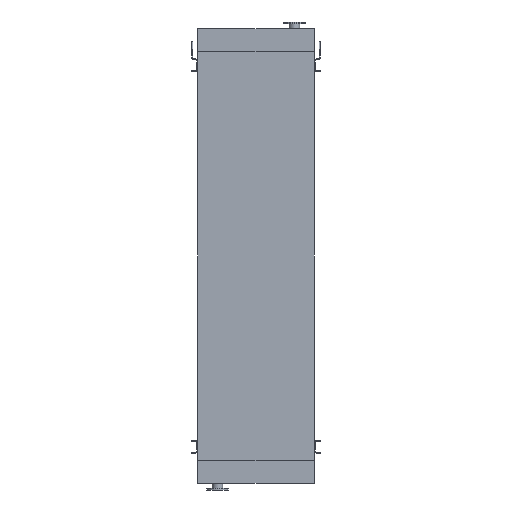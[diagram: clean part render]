
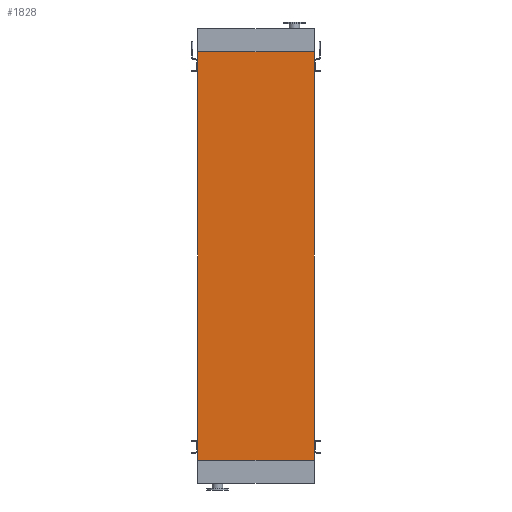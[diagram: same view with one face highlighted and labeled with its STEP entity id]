
A CAD part, front view. The second image highlights one B-rep face of the part: STEP entity #1828.
In plain terms, the highlighted planar face has unit normal (0, -1, 0).
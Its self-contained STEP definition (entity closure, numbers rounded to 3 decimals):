
#1239 = CARTESIAN_POINT ( 'NONE',  ( -605., 0., 0. ) ) ;
#1828 = ADVANCED_FACE ( 'NONE', ( #7087 ), #7155, .T. ) ;
#1837 = LINE ( 'NONE', #10921, #11057 ) ;
#2175 = DIRECTION ( 'NONE',  ( 0., 0., -1. ) ) ;
#2526 = CARTESIAN_POINT ( 'NONE',  ( 605., 0., 0. ) ) ;
#2593 = ORIENTED_EDGE ( 'NONE', *, *, #11923, .T. ) ;
#3318 = VECTOR ( 'NONE', #6888, 1000. ) ;
#3786 = DIRECTION ( 'NONE',  ( 0., 0., 1. ) ) ;
#4263 = ORIENTED_EDGE ( 'NONE', *, *, #16251, .F. ) ;
#5248 = EDGE_CURVE ( 'NONE', #5333, #13835, #5652, .T. ) ;
#5263 = VECTOR ( 'NONE', #3786, 1000. ) ;
#5333 = VERTEX_POINT ( 'NONE', #6471 ) ;
#5403 = LINE ( 'NONE', #1239, #12467 ) ;
#5520 = ORIENTED_EDGE ( 'NONE', *, *, #5248, .F. ) ;
#5652 = LINE ( 'NONE', #12583, #5263 ) ;
#5930 = DIRECTION ( 'NONE',  ( 0., 0., 1. ) ) ;
#6471 = CARTESIAN_POINT ( 'NONE',  ( -605., 0., -4250. ) ) ;
#6888 = DIRECTION ( 'NONE',  ( 1., 0., 0. ) ) ;
#7087 = FACE_OUTER_BOUND ( 'NONE', #11856, .T. ) ;
#7155 = PLANE ( 'NONE',  #16099 ) ;
#7618 = VERTEX_POINT ( 'NONE', #2526 ) ;
#7631 = VERTEX_POINT ( 'NONE', #15109 ) ;
#9147 = EDGE_CURVE ( 'NONE', #7631, #7618, #1837, .T. ) ;
#9673 = DIRECTION ( 'NONE',  ( 0., -1., 0. ) ) ;
#10388 = LINE ( 'NONE', #15697, #3318 ) ;
#10886 = CARTESIAN_POINT ( 'NONE',  ( -605., 0., 0. ) ) ;
#10921 = CARTESIAN_POINT ( 'NONE',  ( 605., 0., -4250. ) ) ;
#11057 = VECTOR ( 'NONE', #5930, 1000. ) ;
#11230 = DIRECTION ( 'NONE',  ( 1., 0., 0. ) ) ;
#11856 = EDGE_LOOP ( 'NONE', ( #4263, #5520, #2593, #13942 ) ) ;
#11923 = EDGE_CURVE ( 'NONE', #5333, #7631, #10388, .T. ) ;
#12467 = VECTOR ( 'NONE', #11230, 1000. ) ;
#12583 = CARTESIAN_POINT ( 'NONE',  ( -605., 0., -4250. ) ) ;
#13835 = VERTEX_POINT ( 'NONE', #10886 ) ;
#13942 = ORIENTED_EDGE ( 'NONE', *, *, #9147, .T. ) ;
#14697 = CARTESIAN_POINT ( 'NONE',  ( -605., 0., -4250. ) ) ;
#15109 = CARTESIAN_POINT ( 'NONE',  ( 605., 0., -4250. ) ) ;
#15697 = CARTESIAN_POINT ( 'NONE',  ( -605., 0., -4250. ) ) ;
#16099 = AXIS2_PLACEMENT_3D ( 'NONE', #14697, #9673, #2175 ) ;
#16251 = EDGE_CURVE ( 'NONE', #13835, #7618, #5403, .T. ) ;
